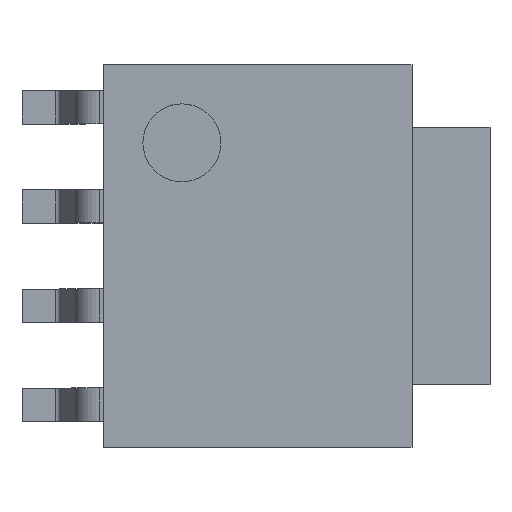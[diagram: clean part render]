
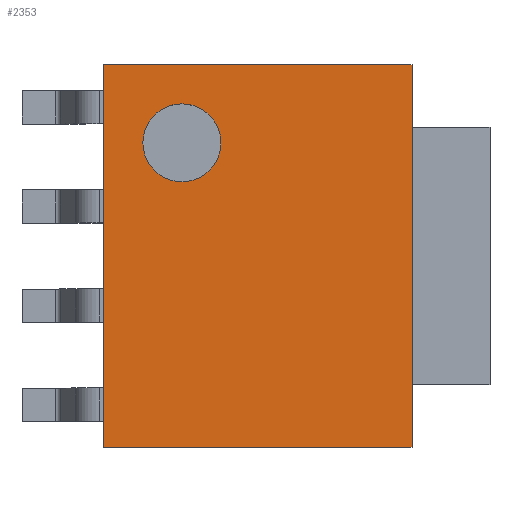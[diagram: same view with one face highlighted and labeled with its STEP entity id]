
A CAD part, top view. The second image highlights one B-rep face of the part: STEP entity #2353.
In plain terms, the highlighted planar face has unit normal (0, 0, 1).
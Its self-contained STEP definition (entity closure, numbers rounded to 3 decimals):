
#2144 = CARTESIAN_POINT ( 'NONE',  ( -1.95, -2.45, 1.2 ) ) ;
#2145 = VERTEX_POINT ( 'NONE', #2144 ) ;
#2152 = CARTESIAN_POINT ( 'NONE',  ( -1.95, 2.45, 1.2 ) ) ;
#2153 = VERTEX_POINT ( 'NONE', #2152 ) ;
#2154 = CARTESIAN_POINT ( 'NONE',  ( -1.95, 2.45, 1.2 ) ) ;
#2155 = DIRECTION ( 'NONE',  ( 0., -1., 0. ) ) ;
#2156 = VECTOR ( 'NONE', #2155, 1000. ) ;
#2157 = LINE ( 'NONE', #2154, #2156 ) ;
#2158 = EDGE_CURVE ( 'NONE', #2153, #2145, #2157, .T. ) ;
#2185 = CARTESIAN_POINT ( 'NONE',  ( -0.45, 1.45, 1.2 ) ) ;
#2186 = VERTEX_POINT ( 'NONE', #2185 ) ;
#2193 = CARTESIAN_POINT ( 'NONE',  ( -1.45, 1.45, 1.2 ) ) ;
#2194 = VERTEX_POINT ( 'NONE', #2193 ) ;
#2195 = CARTESIAN_POINT ( 'NONE',  ( -0.95, 1.45, 1.2 ) ) ;
#2196 = DIRECTION ( 'NONE',  ( 0., 0., 1. ) ) ;
#2197 = DIRECTION ( 'NONE',  ( -1., 0., 0. ) ) ;
#2198 = AXIS2_PLACEMENT_3D ( 'NONE', #2195, #2196, #2197 ) ;
#2199 = CIRCLE ( 'NONE', #2198, 0.5) ;
#2200 = EDGE_CURVE ( 'NONE', #2186, #2194, #2199, .T. ) ;
#2225 = CARTESIAN_POINT ( 'NONE',  ( 2., 2.45, 1.2 ) ) ;
#2226 = VERTEX_POINT ( 'NONE', #2225 ) ;
#2227 = CARTESIAN_POINT ( 'NONE',  ( -1.95, 2.45, 1.2 ) ) ;
#2228 = DIRECTION ( 'NONE',  ( 1., 0., 0. ) ) ;
#2229 = VECTOR ( 'NONE', #2228, 1000. ) ;
#2230 = LINE ( 'NONE', #2227, #2229 ) ;
#2231 = EDGE_CURVE ( 'NONE', #2153, #2226, #2230, .T. ) ;
#2255 = CARTESIAN_POINT ( 'NONE',  ( 2., -2.45, 1.2 ) ) ;
#2256 = VERTEX_POINT ( 'NONE', #2255 ) ;
#2263 = CARTESIAN_POINT ( 'NONE',  ( -1.95, -2.45, 1.2 ) ) ;
#2264 = DIRECTION ( 'NONE',  ( 1., 0., 0. ) ) ;
#2265 = VECTOR ( 'NONE', #2264, 1000. ) ;
#2266 = LINE ( 'NONE', #2263, #2265 ) ;
#2267 = EDGE_CURVE ( 'NONE', #2145, #2256, #2266, .T. ) ;
#2295 = CARTESIAN_POINT ( 'NONE',  ( 2., 2.45, 1.2 ) ) ;
#2296 = DIRECTION ( 'NONE',  ( 0., -1., 0. ) ) ;
#2297 = VECTOR ( 'NONE', #2296, 1000. ) ;
#2298 = LINE ( 'NONE', #2295, #2297 ) ;
#2299 = EDGE_CURVE ( 'NONE', #2226, #2256, #2298, .T. ) ;
#2332 = CARTESIAN_POINT ( 'NONE',  ( -0.95, 1.45, 1.2 ) ) ;
#2333 = DIRECTION ( 'NONE',  ( 0., 0., 1. ) ) ;
#2334 = DIRECTION ( 'NONE',  ( -1., 0., 0. ) ) ;
#2335 = AXIS2_PLACEMENT_3D ( 'NONE', #2332, #2333, #2334 ) ;
#2336 = CIRCLE ( 'NONE', #2335, 0.5) ;
#2337 = EDGE_CURVE ( 'NONE', #2194, #2186, #2336, .T. ) ;
#2338 = ORIENTED_EDGE ( 'NONE', *, *, #2337, .F. ) ;
#2339 = ORIENTED_EDGE ( 'NONE', *, *, #2200, .F. ) ;
#2340 = EDGE_LOOP ( 'NONE', ( #2338, #2339 ) ) ;
#2341 = FACE_BOUND ( 'NONE', #2340, .T. ) ;
#2342 = ORIENTED_EDGE ( 'NONE', *, *, #2231, .F. ) ;
#2343 = ORIENTED_EDGE ( 'NONE', *, *, #2158, .T. ) ;
#2344 = ORIENTED_EDGE ( 'NONE', *, *, #2267, .T. ) ;
#2345 = ORIENTED_EDGE ( 'NONE', *, *, #2299, .F. ) ;
#2346 = EDGE_LOOP ( 'NONE', ( #2342, #2343, #2344, #2345 ) ) ;
#2347 = FACE_OUTER_BOUND ( 'NONE', #2346, .T. ) ;
#2348 = CARTESIAN_POINT ( 'NONE',  ( 0., 0., 1.2 ) ) ;
#2349 = DIRECTION ( 'NONE',  ( 0., 0., -1. ) ) ;
#2350 = DIRECTION ( 'NONE',  ( 1., 0., 0. ) ) ;
#2351 = AXIS2_PLACEMENT_3D ( 'NONE', #2348, #2349, #2350 ) ;
#2352 = PLANE ( 'NONE', #2351 ) ;
#2353 = ADVANCED_FACE ( 'NONE', ( #2341, #2347 ), #2352, .F. ) ;
